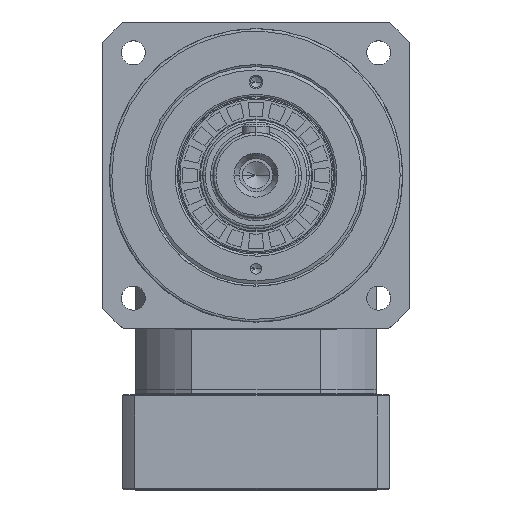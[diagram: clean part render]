
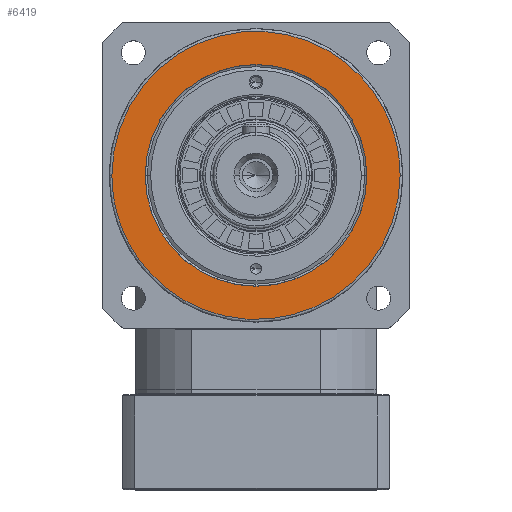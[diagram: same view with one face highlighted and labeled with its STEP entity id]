
A CAD part, top view. The second image highlights one B-rep face of the part: STEP entity #6419.
In plain terms, the highlighted planar face has unit normal (0, 0, 1).
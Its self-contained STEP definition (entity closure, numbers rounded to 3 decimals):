
#1037 = DIRECTION ( 'NONE',  ( 0., -1., 0. ) ) ;
#1067 = DIRECTION ( 'NONE',  ( 0., 0., -1. ) ) ;
#1115 = CARTESIAN_POINT ( 'NONE',  ( 0., 0., 72.5 ) ) ;
#1190 = EDGE_CURVE ( 'NONE', #19718, #19686, #12741, .T. ) ;
#1399 = EDGE_CURVE ( 'NONE', #5422, #5877, #21695, .T. ) ;
#3539 = DIRECTION ( 'NONE',  ( 1., 0., 0. ) ) ;
#3654 = DIRECTION ( 'NONE',  ( 0., 0., 1. ) ) ;
#3995 = PLANE ( 'NONE',  #12097 ) ;
#5000 = CARTESIAN_POINT ( 'NONE',  ( 54., -108., 72.5 ) ) ;
#5235 = CARTESIAN_POINT ( 'NONE',  ( 54., 0., 72.5 ) ) ;
#5388 = AXIS2_PLACEMENT_3D ( 'NONE', #1115, #1067, #1037 ) ;
#5422 = VERTEX_POINT ( 'NONE', #7098 ) ;
#5599 = CARTESIAN_POINT ( 'NONE',  ( 0., 0., 72.5 ) ) ;
#5877 = VERTEX_POINT ( 'NONE', #33324 ) ;
#6419 = ADVANCED_FACE ( 'NONE', ( #27799, #28138 ), #3995, .T. ) ;
#7098 = CARTESIAN_POINT ( 'NONE',  ( -54., 0., 72.5 ) ) ;
#12097 = AXIS2_PLACEMENT_3D ( 'NONE', #5599, #3654, #3539 ) ;
#12741 = CIRCLE ( 'NONE', #33462, 41.55 ) ;
#13579 = DIRECTION ( 'NONE',  ( 0., -1., 0. ) ) ;
#14063 = DIRECTION ( 'NONE',  ( 0., 0., -1. ) ) ;
#14175 = CARTESIAN_POINT ( 'NONE',  ( 0., 0., 72.5 ) ) ;
#14572 = EDGE_LOOP ( 'NONE', ( #34393, #33539 ) ) ;
#15281 = ORIENTED_EDGE ( 'NONE', *, *, #1190, .T. ) ;
#15933 = CARTESIAN_POINT ( 'NONE',  ( -54., 0., 72.5 ) ) ;
#15969 = CARTESIAN_POINT ( 'NONE',  ( -54., -108., 72.5 ) ) ;
#16500 = ORIENTED_EDGE ( 'NONE', *, *, #29381, .T. ) ;
#17871 = EDGE_LOOP ( 'NONE', ( #16500, #15281 ) ) ;
#19686 = VERTEX_POINT ( 'NONE', #32068 ) ;
#19718 = VERTEX_POINT ( 'NONE', #31549 ) ;
#21695 =( BOUNDED_CURVE ( )  B_SPLINE_CURVE ( 3, ( #27664, #28508, #27199, #27085 ),
 .UNSPECIFIED., .F., .F. ) 
 B_SPLINE_CURVE_WITH_KNOTS ( ( 4, 4 ),
 ( 0., 1. ),
 .UNSPECIFIED. ) 
 CURVE ( )  GEOMETRIC_REPRESENTATION_ITEM ( )  RATIONAL_B_SPLINE_CURVE ( ( 1., 0.333, 0.333, 1. ) ) 
 REPRESENTATION_ITEM ( '' )  );
#23015 =( BOUNDED_CURVE ( )  B_SPLINE_CURVE ( 3, ( #5235, #5000, #15969, #15933 ),
 .UNSPECIFIED., .F., .F. ) 
 B_SPLINE_CURVE_WITH_KNOTS ( ( 4, 4 ),
 ( 0., 1. ),
 .UNSPECIFIED. ) 
 CURVE ( )  GEOMETRIC_REPRESENTATION_ITEM ( )  RATIONAL_B_SPLINE_CURVE ( ( 1., 0.333, 0.333, 1. ) ) 
 REPRESENTATION_ITEM ( '' )  );
#24323 = EDGE_CURVE ( 'NONE', #5877, #5422, #23015, .T. ) ;
#27085 = CARTESIAN_POINT ( 'NONE',  ( 54., 0., 72.5 ) ) ;
#27199 = CARTESIAN_POINT ( 'NONE',  ( 54., 108., 72.5 ) ) ;
#27664 = CARTESIAN_POINT ( 'NONE',  ( -54., 0., 72.5 ) ) ;
#27799 = FACE_BOUND ( 'NONE', #17871, .T. ) ;
#28138 = FACE_OUTER_BOUND ( 'NONE', #14572, .T. ) ;
#28508 = CARTESIAN_POINT ( 'NONE',  ( -54., 108., 72.5 ) ) ;
#29381 = EDGE_CURVE ( 'NONE', #19686, #19718, #34608, .T. ) ;
#31549 = CARTESIAN_POINT ( 'NONE',  ( 0., 41.55, 72.5 ) ) ;
#32068 = CARTESIAN_POINT ( 'NONE',  ( 0., -41.55, 72.5 ) ) ;
#33324 = CARTESIAN_POINT ( 'NONE',  ( 54., 0., 72.5 ) ) ;
#33462 = AXIS2_PLACEMENT_3D ( 'NONE', #14175, #14063, #13579 ) ;
#33539 = ORIENTED_EDGE ( 'NONE', *, *, #1399, .F. ) ;
#34393 = ORIENTED_EDGE ( 'NONE', *, *, #24323, .F. ) ;
#34608 = CIRCLE ( 'NONE', #5388, 41.55 ) ;
